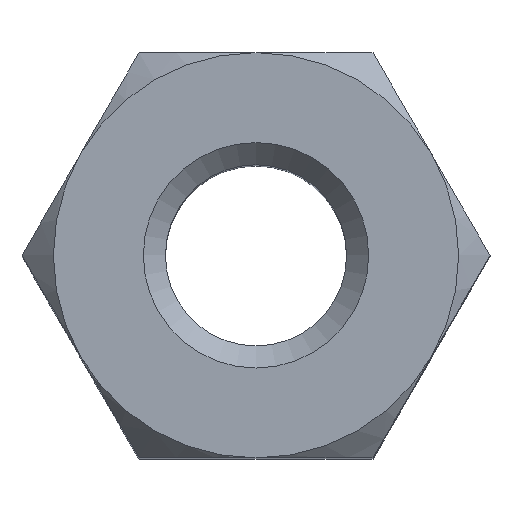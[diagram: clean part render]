
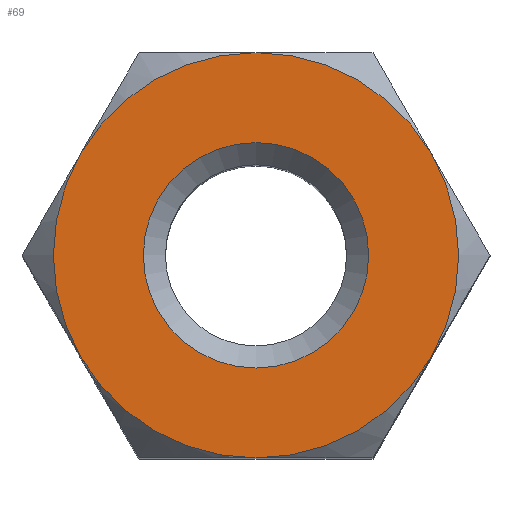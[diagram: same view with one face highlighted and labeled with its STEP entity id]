
A CAD part, top view. The second image highlights one B-rep face of the part: STEP entity #69.
In plain terms, the highlighted planar face has unit normal (0, 0, 1).
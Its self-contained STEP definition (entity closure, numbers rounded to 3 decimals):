
#69 = ADVANCED_FACE( '', ( #144, #145 ), #146, .F. );
#144 = FACE_BOUND( '', #225, .T. );
#145 = FACE_OUTER_BOUND( '', #226, .T. );
#146 = PLANE( '', #227 );
#225 = EDGE_LOOP( '', ( #354 ) );
#226 = EDGE_LOOP( '', ( #355, #356, #357, #358, #359, #360 ) );
#227 = AXIS2_PLACEMENT_3D( '', #361, #362, #363 );
#354 = ORIENTED_EDGE( '', *, *, #492, .T. );
#355 = ORIENTED_EDGE( '', *, *, #472, .T. );
#356 = ORIENTED_EDGE( '', *, *, #475, .T. );
#357 = ORIENTED_EDGE( '', *, *, #493, .T. );
#358 = ORIENTED_EDGE( '', *, *, #494, .T. );
#359 = ORIENTED_EDGE( '', *, *, #454, .T. );
#360 = ORIENTED_EDGE( '', *, *, #495, .T. );
#361 = CARTESIAN_POINT( '', ( 0., 0., 5.5 ) );
#362 = DIRECTION( '', ( 0., 0., -1. ) );
#363 = DIRECTION( '', ( -1., 0., 0. ) );
#454 = EDGE_CURVE( '', #526, #527, #528, .F. );
#472 = EDGE_CURVE( '', #556, #535, #557, .F. );
#475 = EDGE_CURVE( '', #535, #552, #560, .F. );
#492 = EDGE_CURVE( '', #583, #583, #584, .T. );
#493 = EDGE_CURVE( '', #552, #585, #586, .F. );
#494 = EDGE_CURVE( '', #585, #526, #587, .F. );
#495 = EDGE_CURVE( '', #527, #556, #588, .T. );
#526 = VERTEX_POINT( '', #637 );
#527 = VERTEX_POINT( '', #638 );
#528 = CIRCLE( '', #639, 2.75 );
#535 = VERTEX_POINT( '', #661 );
#552 = VERTEX_POINT( '', #704 );
#556 = VERTEX_POINT( '', #722 );
#557 = CIRCLE( '', #723, 2.75 );
#560 = CIRCLE( '', #733, 2.75 );
#583 = VERTEX_POINT( '', #803 );
#584 = CIRCLE( '', #804, 1.53 );
#585 = VERTEX_POINT( '', #805 );
#586 = CIRCLE( '', #806, 2.75 );
#587 = CIRCLE( '', #807, 2.75 );
#588 = CIRCLE( '', #808, 2.75 );
#637 = CARTESIAN_POINT( '', ( 2.382, 1.375, 5.5 ) );
#638 = CARTESIAN_POINT( '', ( 0., 2.75, 5.5 ) );
#639 = AXIS2_PLACEMENT_3D( '', #873, #874, #875 );
#661 = CARTESIAN_POINT( '', ( -2.382, -1.375, 5.5 ) );
#704 = CARTESIAN_POINT( '', ( 0., -2.75, 5.5 ) );
#722 = CARTESIAN_POINT( '', ( -2.382, 1.375, 5.5 ) );
#723 = AXIS2_PLACEMENT_3D( '', #885, #886, #887 );
#733 = AXIS2_PLACEMENT_3D( '', #888, #889, #890 );
#803 = CARTESIAN_POINT( '', ( 0., 1.53, 5.5 ) );
#804 = AXIS2_PLACEMENT_3D( '', #899, #900, #901 );
#805 = CARTESIAN_POINT( '', ( 2.382, -1.375, 5.5 ) );
#806 = AXIS2_PLACEMENT_3D( '', #902, #903, #904 );
#807 = AXIS2_PLACEMENT_3D( '', #905, #906, #907 );
#808 = AXIS2_PLACEMENT_3D( '', #908, #909, #910 );
#873 = CARTESIAN_POINT( '', ( 0., 0., 5.5 ) );
#874 = DIRECTION( '', ( 0., 0., -1. ) );
#875 = DIRECTION( '', ( -1., 0., 0. ) );
#885 = CARTESIAN_POINT( '', ( 0., 0., 5.5 ) );
#886 = DIRECTION( '', ( 0., 0., -1. ) );
#887 = DIRECTION( '', ( -1., 0., 0. ) );
#888 = CARTESIAN_POINT( '', ( 0., 0., 5.5 ) );
#889 = DIRECTION( '', ( 0., 0., -1. ) );
#890 = DIRECTION( '', ( -1., 0., 0. ) );
#899 = CARTESIAN_POINT( '', ( 0., 0., 5.5 ) );
#900 = DIRECTION( '', ( 0., 0., -1. ) );
#901 = DIRECTION( '', ( 0., 1., 0. ) );
#902 = CARTESIAN_POINT( '', ( 0., 0., 5.5 ) );
#903 = DIRECTION( '', ( 0., 0., -1. ) );
#904 = DIRECTION( '', ( -1., 0., 0. ) );
#905 = CARTESIAN_POINT( '', ( 0., 0., 5.5 ) );
#906 = DIRECTION( '', ( 0., 0., -1. ) );
#907 = DIRECTION( '', ( -1., 0., 0. ) );
#908 = CARTESIAN_POINT( '', ( 0., 0., 5.5 ) );
#909 = DIRECTION( '', ( 0., 0., 1. ) );
#910 = DIRECTION( '', ( 1., 0., 0. ) );
